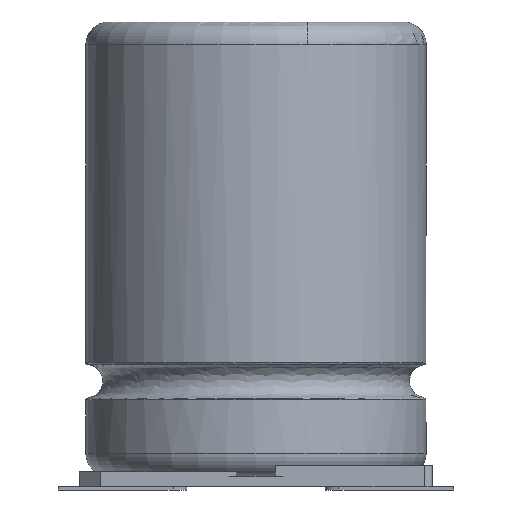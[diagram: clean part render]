
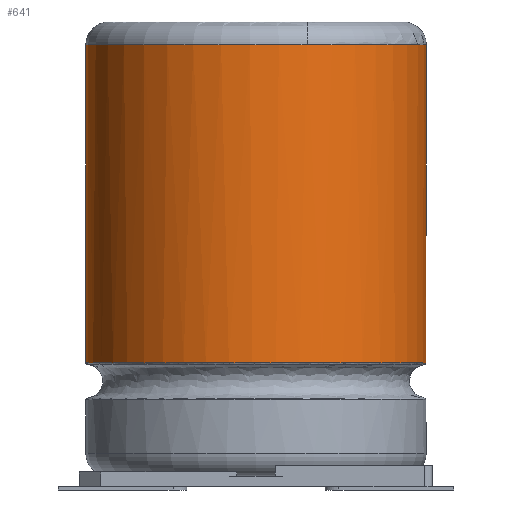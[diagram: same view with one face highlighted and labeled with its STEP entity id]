
A CAD part, front view. The second image highlights one B-rep face of the part: STEP entity #641.
In plain terms, the highlighted cylindrical face has radius 8 mm (diameter 16 mm), a full revolution.
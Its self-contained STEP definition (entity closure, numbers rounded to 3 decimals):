
#13=DIRECTION('',(0.,0.,1.));
#28=VECTOR('',#13,1.);
#34=DIRECTION('',(0.,0.,-1.));
#35=DIRECTION('',(-1.,0.,0.));
#424=VERTEX_POINT('',#425);
#425=CARTESIAN_POINT('',(-8.,0.,5.993));
#428=ORIENTED_EDGE('',*,*,#429,.T.);
#429=EDGE_CURVE('',#424,#424,#430,.T.);
#430=( BOUNDED_CURVE() B_SPLINE_CURVE(14,(#425,#431,#432,#433,#434,#435,#436,#437,#438,#439,#440,#441,#442,#443,#444),.UNSPECIFIED.,.T.,.F.) B_SPLINE_CURVE_WITH_KNOTS((15,15),(0.,50.265),.PIECEWISE_BEZIER_KNOTS.) CURVE() GEOMETRIC_REPRESENTATION_ITEM() RATIONAL_B_SPLINE_CURVE((1.,1.,1.,1.,1.,1.,1.,1.,1.,1.,1.,1.,1.,1.,1.)) REPRESENTATION_ITEM('') );
#431=CARTESIAN_POINT('',(-8.,3.538,5.993));
#432=CARTESIAN_POINT('',(-6.315,7.152,5.993));
#433=CARTESIAN_POINT('',(-2.826,9.899,5.993));
#434=CARTESIAN_POINT('',(1.933,10.803,5.993));
#435=CARTESIAN_POINT('',(6.863,9.015,5.993));
#436=CARTESIAN_POINT('',(10.17,5.475,5.993));
#437=CARTESIAN_POINT('',(12.262,0.,5.993));
#438=CARTESIAN_POINT('',(10.17,-5.475,5.993));
#439=CARTESIAN_POINT('',(6.863,-9.015,5.993));
#440=CARTESIAN_POINT('',(1.933,-10.803,5.993));
#441=CARTESIAN_POINT('',(-2.826,-9.899,5.993));
#442=CARTESIAN_POINT('',(-6.315,-7.152,5.993));
#443=CARTESIAN_POINT('',(-8.,-3.538,5.993));
#444=CARTESIAN_POINT('',(-8.,0.,5.993));
#641=ADVANCED_FACE('',(#642),#668,.T.);
#642=FACE_BOUND('',#643,.F.);
#643=EDGE_LOOP('',(#644,#650,#657,#661,#665,#667,#428));
#644=ORIENTED_EDGE('',*,*,#645,.T.);
#645=EDGE_CURVE('',#424,#646,#648,.T.);
#646=VERTEX_POINT('',#647);
#647=CARTESIAN_POINT('',(-8.,0.,20.933));
#648=LINE('',#649,#28);
#649=CARTESIAN_POINT('',(-8.,0.,5.917));
#650=ORIENTED_EDGE('',*,*,#651,.F.);
#651=EDGE_CURVE('',#652,#646,#654,.T.);
#652=VERTEX_POINT('',#653);
#653=CARTESIAN_POINT('',(2.4,-7.632,20.933));
#654=CIRCLE('',#655,8.);
#655=AXIS2_PLACEMENT_3D('',#656,#34,#35);
#656=CARTESIAN_POINT('',(0.,0.,20.933));
#657=ORIENTED_EDGE('',*,*,#658,.F.);
#658=EDGE_CURVE('',#659,#652,#654,.T.);
#659=VERTEX_POINT('',#660);
#660=CARTESIAN_POINT('',(8.,0.,20.933));
#661=ORIENTED_EDGE('',*,*,#662,.F.);
#662=EDGE_CURVE('',#663,#659,#654,.T.);
#663=VERTEX_POINT('',#664);
#664=CARTESIAN_POINT('',(2.4,7.632,20.933));
#665=ORIENTED_EDGE('',*,*,#666,.F.);
#666=EDGE_CURVE('',#646,#663,#654,.T.);
#667=ORIENTED_EDGE('',*,*,#645,.F.);
#668=CYLINDRICAL_SURFACE('',#669,8.);
#669=AXIS2_PLACEMENT_3D('',#670,#13,#35);
#670=CARTESIAN_POINT('',(0.,0.,5.917));
